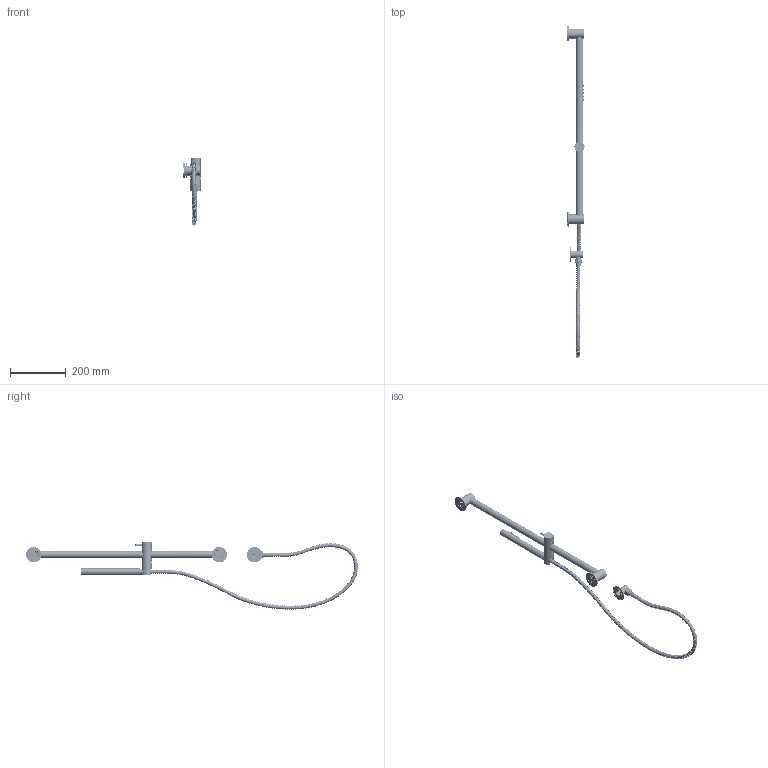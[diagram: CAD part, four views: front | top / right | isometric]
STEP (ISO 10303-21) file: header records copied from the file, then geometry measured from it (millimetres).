
FILE_DESCRIPTION((''),'2;1');
FILE_NAME('ASM0007_ASM','2025-10-30T19:06:07',('Administrator'),(''),'CREO PARAMETRIC BY PTC INC, 2021023','CREO PARAMETRIC BY PTC INC, 2021023','');
FILE_SCHEMA(('CONFIG_CONTROL_DESIGN'));
Length unit declared in the file: millimetre
Products named in the file (57): 300; 30001_ASM; WPZA0092WCP; WPTE0079WWH; WPLC0021WXX; WPZA0093WXX; WPLC0071WXX; WPKA0069WCP; WPOE0241WBK; V7260001_ASM; WPZA0018WCP____1_1_1_2; WPTE00025WGD____1_1_1_2; WPTE0016WXX____1_1_1_2; WPJE0125WWH____1_1_1_2; WPTE0010WWH____1_1_1_2; WPJE0094WXX____1_1_1_2; WPCA0065WXX____1_1_1_2; WPJE0415WWH____ASM_1_ASM_1_ASM__ASM; WPJC0095WXX____1_1_1_2; WPTC0009WXX____AF0_1_1_1_2; WPTC0009WXX____AF1_1_1_1_2; WPTC0138WXX____1_1_1_2; WPZB0443WXX_1; WPTE0329W_1; WPBB0007WCP; D25-H_ASM_1_ASM_1_ASM_1_ASM_2_ASM; RUANGUAN; WPZA0198WCP_1_6; WPJA0631WCP_1_7; JSF-01127_1_1; JSF-2127_AF1_1_1; JSF-3127_1_1; JSF-4127_1_1; JSF-5127_1_1; JSF-6127_1_1; JSF-7127_1_1; WPPE0015WRE_ASM_1_ASM_1_ASM; WPOE0245WBK_AF0_1_1; WPTC0150WXX_1_1; WPKA0189WCP_1_1 ...
Assembly tree (61 placements, depth 6):
  ASM0007_ASM
    30001_ASM
      300
    V7260001_ASM  x2
      WPZA0092WCP
      WPTE0079WWH
      WPLC0021WXX
      WPZA0093WXX
      WPLC0071WXX
      WPKA0069WCP
      WPOE0241WBK
    D25-H_ASM_1_ASM_1_ASM_1_ASM_2_ASM
      WPZA0018WCP____1_1_1_2
      WPTE00025WGD____1_1_1_2  x2
      WPTE0016WXX____1_1_1_2
      WPJE0125WWH____1_1_1_2
      WPTE0010WWH____1_1_1_2
      WPJE0415WWH____ASM_1_ASM_1_ASM__ASM
        WPJE0094WXX____1_1_1_2
        WPCA0065WXX____1_1_1_2
      WPJC0095WXX____1_1_1_2  x2
      WPTC0009WXX____AF0_1_1_1_2
      WPTC0009WXX____AF1_1_1_1_2
      WPTC0138WXX____1_1_1_2
      WPZB0443WXX_1
      WPTE0329W_1
      WPBB0007WCP
    RUANGUAN
    P00040-7_ASM
      P00040-7_ASM_ASM_4_ASM
        P00040-7_ASM_1_ASM_1_ASM
          WPZA0198WCP_1_6
          WPJA0631WCP_1_7
          WPPE0015WRE_ASM_1_ASM_1_ASM
            JSF-01127_1_1
            JSF-2127_AF1_1_1
            JSF-3127_1_1
            JSF-4127_1_1
            JSF-5127_1_1
            JSF-6127_1_1
            JSF-7127_1_1
          WPOE0245WBK_AF0_1_1
          WPTC0150WXX_1_1
          WPKA0189WCP_1_1
          WPOE0197WBK_1_1
    C0001_ASM_1_ASM
      C0001_ASM_1_ASM_1_ASM
        WPRC0868ZCP_1_1
        WPCC0429WCP_1_1
        WPCC0430WCP_1_1
        WPTE0393WGW_1_1
        WPTE0395WWH_1_1
        WPTE0394WWH_1_1
        WPTE0396WWH_1_1
        WPOE0079WBK_1_1  x3
        WPOE0094WBK_1_1
        WPPE0043WWH_1_1
Bounding box: 61.27 x 1190.33 x 241.19 mm (x, y, z)
Volume: 441022.1 mm3; surface area: 363409.9 mm2
Topology: 57 solids, 61 shells, 3162 faces, 7531 edges, 4933 vertices
Faces by surface type: cylinder 1194, plane 934, bspline 602, cone 334, torus 78, sphere 12, extrusion 8
Entity records: 538107 total; most frequent: CARTESIAN_POINT 471657, ORIENTED_EDGE 14322, DIRECTION 11863, EDGE_CURVE 7174, AXIS2_PLACEMENT_3D 4782, VERTEX_POINT 4714, EDGE_LOOP 3748, FACE_OUTER_BOUND 3012
